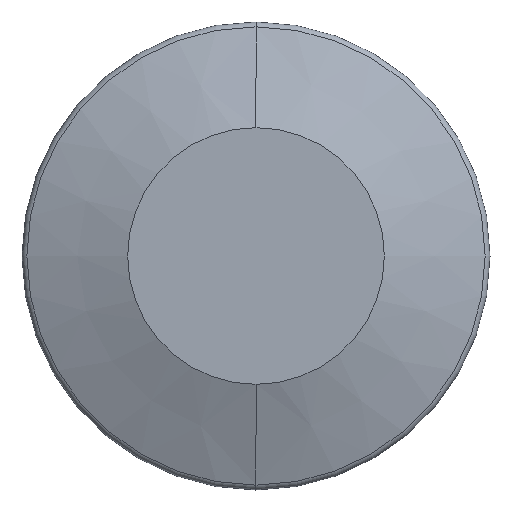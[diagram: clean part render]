
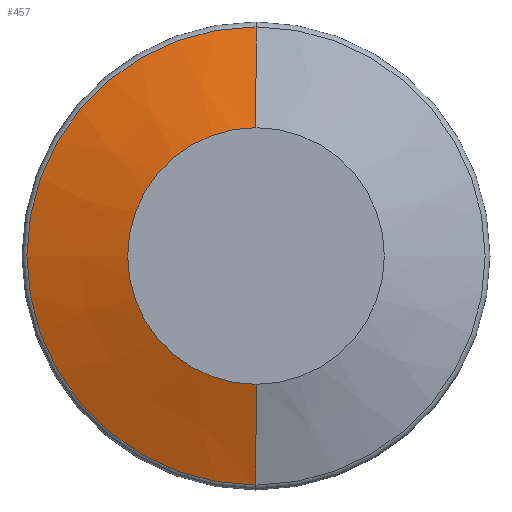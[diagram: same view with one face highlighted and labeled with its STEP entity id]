
A CAD part, left-side view. The second image highlights one B-rep face of the part: STEP entity #457.
In plain terms, the highlighted conical face has half-angle 70 degrees and reference radius 24.724 mm.
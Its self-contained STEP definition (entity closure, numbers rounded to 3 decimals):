
#22 = EDGE_CURVE ( 'NONE', #231, #407, #298, .T. ) ;
#37 = EDGE_CURVE ( 'NONE', #58, #488, #154, .T. ) ;
#58 = VERTEX_POINT ( 'NONE', #365 ) ;
#64 = DIRECTION ( 'NONE',  ( 0., 0., -1. ) ) ;
#70 = DIRECTION ( 'NONE',  ( 0.342, 0., 0.94 ) ) ;
#78 = CARTESIAN_POINT ( 'NONE',  ( 3.958, 0., -24.724 ) ) ;
#82 = VECTOR ( 'NONE', #252, 1000. ) ;
#89 = VECTOR ( 'NONE', #70, 1000. ) ;
#130 = DIRECTION ( 'NONE',  ( -1., 0., 0. ) ) ;
#132 = CARTESIAN_POINT ( 'NONE',  ( 0., 0., 0. ) ) ;
#136 = CARTESIAN_POINT ( 'NONE',  ( 3.958, 0., 24.724 ) ) ;
#141 = EDGE_CURVE ( 'NONE', #407, #488, #528, .T. ) ;
#154 = LINE ( 'NONE', #78, #82 ) ;
#170 = CARTESIAN_POINT ( 'NONE',  ( 0., 0., 13.848 ) ) ;
#210 = EDGE_CURVE ( 'NONE', #231, #58, #284, .T. ) ;
#231 = VERTEX_POINT ( 'NONE', #170 ) ;
#252 = DIRECTION ( 'NONE',  ( 0.342, 0., -0.94 ) ) ;
#281 = FACE_OUTER_BOUND ( 'NONE', #492, .T. ) ;
#284 = CIRCLE ( 'NONE', #437, 13.848 ) ;
#285 = CARTESIAN_POINT ( 'NONE',  ( 3.958, 0., 0. ) ) ;
#298 = LINE ( 'NONE', #514, #89 ) ;
#343 = AXIS2_PLACEMENT_3D ( 'NONE', #285, #453, #64 ) ;
#344 = CARTESIAN_POINT ( 'NONE',  ( 3.958, 0., -24.724 ) ) ;
#346 = DIRECTION ( 'NONE',  ( 0., 0., 1. ) ) ;
#349 = DIRECTION ( 'NONE',  ( 0., 0., 1. ) ) ;
#357 = ORIENTED_EDGE ( 'NONE', *, *, #210, .F. ) ;
#365 = CARTESIAN_POINT ( 'NONE',  ( 0., 0., -13.848 ) ) ;
#386 = CARTESIAN_POINT ( 'NONE',  ( 3.958, 0., 0. ) ) ;
#387 = DIRECTION ( 'NONE',  ( -1., 0., 0. ) ) ;
#407 = VERTEX_POINT ( 'NONE', #136 ) ;
#437 = AXIS2_PLACEMENT_3D ( 'NONE', #132, #130, #349 ) ;
#453 = DIRECTION ( 'NONE',  ( 1., 0., 0. ) ) ;
#454 = CONICAL_SURFACE ( 'NONE', #343, 24.724, 1.222 ) ;
#457 = ADVANCED_FACE ( 'NONE', ( #281 ), #454, .T. ) ;
#465 = AXIS2_PLACEMENT_3D ( 'NONE', #386, #387, #346 ) ;
#488 = VERTEX_POINT ( 'NONE', #344 ) ;
#492 = EDGE_LOOP ( 'NONE', ( #357, #541, #534, #573 ) ) ;
#514 = CARTESIAN_POINT ( 'NONE',  ( 3.958, 0., 24.724 ) ) ;
#528 = CIRCLE ( 'NONE', #465, 24.724 ) ;
#534 = ORIENTED_EDGE ( 'NONE', *, *, #141, .T. ) ;
#541 = ORIENTED_EDGE ( 'NONE', *, *, #22, .T. ) ;
#573 = ORIENTED_EDGE ( 'NONE', *, *, #37, .F. ) ;
